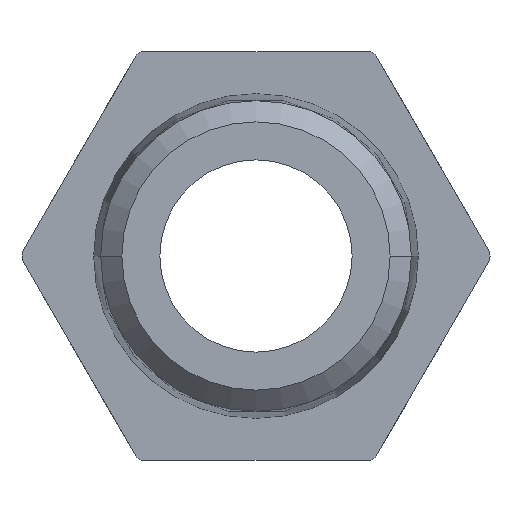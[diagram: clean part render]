
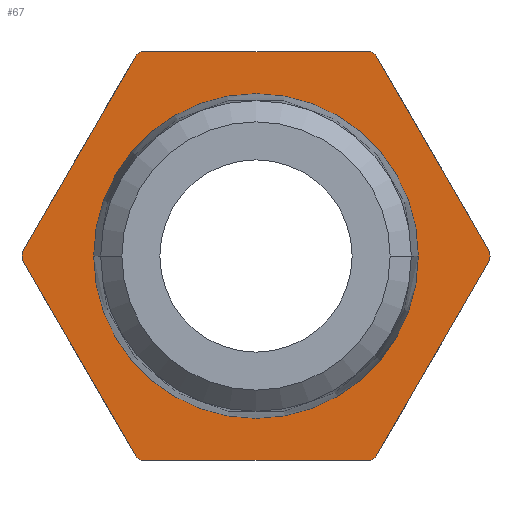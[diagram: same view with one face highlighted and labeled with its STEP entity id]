
A CAD part, front view. The second image highlights one B-rep face of the part: STEP entity #67.
In plain terms, the highlighted planar face has unit normal (0, -1, 0).
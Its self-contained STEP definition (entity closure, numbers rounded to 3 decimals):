
#67=ADVANCED_FACE('',(#138,#139),#140,.T.);
#138=FACE_OUTER_BOUND('',#236,.T.);
#139=FACE_BOUND('',#237,.T.);
#140=PLANE('',#238);
#236=EDGE_LOOP('',(#450,#451,#452,#453,#454,#455,#456,#457,#458,#459,#460,#461,#462,#463));
#237=EDGE_LOOP('',(#464,#465));
#238=AXIS2_PLACEMENT_3D('',#466,#467,#468);
#450=ORIENTED_EDGE('',*,*,#713,.T.);
#451=ORIENTED_EDGE('',*,*,#714,.T.);
#452=ORIENTED_EDGE('',*,*,#672,.T.);
#453=ORIENTED_EDGE('',*,*,#715,.T.);
#454=ORIENTED_EDGE('',*,*,#716,.T.);
#455=ORIENTED_EDGE('',*,*,#717,.T.);
#456=ORIENTED_EDGE('',*,*,#718,.T.);
#457=ORIENTED_EDGE('',*,*,#719,.T.);
#458=ORIENTED_EDGE('',*,*,#720,.T.);
#459=ORIENTED_EDGE('',*,*,#721,.T.);
#460=ORIENTED_EDGE('',*,*,#676,.T.);
#461=ORIENTED_EDGE('',*,*,#722,.T.);
#462=ORIENTED_EDGE('',*,*,#723,.T.);
#463=ORIENTED_EDGE('',*,*,#724,.T.);
#464=ORIENTED_EDGE('',*,*,#659,.T.);
#465=ORIENTED_EDGE('',*,*,#725,.T.);
#466=CARTESIAN_POINT('',(4.909,0.0,0.0));
#467=DIRECTION('',(-0.0,-1.0,-0.0));
#468=DIRECTION('',(-1.0,0.0,0.0));
#659=EDGE_CURVE('',#775,#779,#781,.T.);
#672=EDGE_CURVE('',#805,#803,#806,.T.);
#676=EDGE_CURVE('',#808,#810,#812,.T.);
#713=EDGE_CURVE('',#872,#873,#874,.T.);
#714=EDGE_CURVE('',#873,#805,#875,.T.);
#715=EDGE_CURVE('',#803,#876,#877,.T.);
#716=EDGE_CURVE('',#876,#878,#879,.T.);
#717=EDGE_CURVE('',#878,#880,#881,.T.);
#718=EDGE_CURVE('',#880,#882,#883,.T.);
#719=EDGE_CURVE('',#882,#884,#885,.T.);
#720=EDGE_CURVE('',#884,#886,#887,.T.);
#721=EDGE_CURVE('',#886,#808,#888,.T.);
#722=EDGE_CURVE('',#810,#889,#890,.T.);
#723=EDGE_CURVE('',#889,#891,#892,.T.);
#724=EDGE_CURVE('',#891,#872,#893,.T.);
#725=EDGE_CURVE('',#779,#775,#894,.T.);
#775=VERTEX_POINT('',#957);
#779=VERTEX_POINT('',#962);
#781=CIRCLE('',#965,6.754);
#803=VERTEX_POINT('',#1013);
#805=VERTEX_POINT('',#1016);
#806=CIRCLE('',#1017,9.738);
#808=VERTEX_POINT('',#1020);
#810=VERTEX_POINT('',#1023);
#812=CIRCLE('',#1026,9.738);
#872=VERTEX_POINT('',#1094);
#873=VERTEX_POINT('',#1095);
#874=CIRCLE('',#1096,9.738);
#875=LINE('',#1097,#1098);
#876=VERTEX_POINT('',#1099);
#877=CIRCLE('',#1100,9.738);
#878=VERTEX_POINT('',#1101);
#879=LINE('',#1102,#1103);
#880=VERTEX_POINT('',#1104);
#881=CIRCLE('',#1105,9.738);
#882=VERTEX_POINT('',#1106);
#883=LINE('',#1107,#1108);
#884=VERTEX_POINT('',#1109);
#885=CIRCLE('',#1110,9.738);
#886=VERTEX_POINT('',#1111);
#887=LINE('',#1112,#1113);
#888=CIRCLE('',#1114,9.738);
#889=VERTEX_POINT('',#1115);
#890=LINE('',#1116,#1117);
#891=VERTEX_POINT('',#1118);
#892=CIRCLE('',#1119,9.738);
#893=LINE('',#1120,#1121);
#894=CIRCLE('',#1122,6.754);
#957=CARTESIAN_POINT('',(6.754,0.0,0.0));
#962=CARTESIAN_POINT('',(-6.754,0.0,0.));
#965=AXIS2_PLACEMENT_3D('',#1313,#1314,#1315);
#1013=CARTESIAN_POINT('',(9.738,0.0,0.));
#1016=CARTESIAN_POINT('',(9.737,0.0,-0.136));
#1017=AXIS2_PLACEMENT_3D('',#1336,#1337,#1338);
#1020=CARTESIAN_POINT('',(-9.738,0.0,0.));
#1023=CARTESIAN_POINT('',(-9.737,0.0,-0.136));
#1026=AXIS2_PLACEMENT_3D('',#1342,#1343,#1344);
#1094=CARTESIAN_POINT('',(4.751,0.0,-8.5));
#1095=CARTESIAN_POINT('',(4.986,0.0,-8.364));
#1096=AXIS2_PLACEMENT_3D('',#1437,#1438,#1439);
#1097=CARTESIAN_POINT('',(7.975,0.0,-3.187));
#1098=VECTOR('',#1440,1.0);
#1099=CARTESIAN_POINT('',(9.737,0.0,0.136));
#1100=AXIS2_PLACEMENT_3D('',#1441,#1442,#1443);
#1101=CARTESIAN_POINT('',(4.986,0.0,8.364));
#1102=CARTESIAN_POINT('',(7.975,0.0,3.187));
#1103=VECTOR('',#1444,1.0);
#1104=CARTESIAN_POINT('',(4.751,0.0,8.5));
#1105=AXIS2_PLACEMENT_3D('',#1445,#1446,#1447);
#1106=CARTESIAN_POINT('',(-4.751,0.0,8.5));
#1107=CARTESIAN_POINT('',(2.454,0.0,8.5));
#1108=VECTOR('',#1448,1.0);
#1109=CARTESIAN_POINT('',(-4.986,0.0,8.364));
#1110=AXIS2_PLACEMENT_3D('',#1449,#1450,#1451);
#1111=CARTESIAN_POINT('',(-9.737,0.0,0.136));
#1112=CARTESIAN_POINT('',(-6.748,0.0,5.313));
#1113=VECTOR('',#1452,1.0);
#1114=AXIS2_PLACEMENT_3D('',#1453,#1454,#1455);
#1115=CARTESIAN_POINT('',(-4.986,0.0,-8.364));
#1116=CARTESIAN_POINT('',(-6.748,0.0,-5.313));
#1117=VECTOR('',#1456,1.0);
#1118=CARTESIAN_POINT('',(-4.751,0.0,-8.5));
#1119=AXIS2_PLACEMENT_3D('',#1457,#1458,#1459);
#1120=CARTESIAN_POINT('',(2.454,0.0,-8.5));
#1121=VECTOR('',#1460,1.0);
#1122=AXIS2_PLACEMENT_3D('',#1461,#1462,#1463);
#1313=CARTESIAN_POINT('',(0.0,0.0,0.0));
#1314=DIRECTION('',(-0.0,1.0,0.0));
#1315=DIRECTION('',(1.0,0.0,0.0));
#1336=CARTESIAN_POINT('',(0.0,0.0,0.0));
#1337=DIRECTION('',(0.0,-1.0,-0.0));
#1338=DIRECTION('',(1.0,0.0,0.0));
#1342=CARTESIAN_POINT('',(0.0,0.0,0.0));
#1343=DIRECTION('',(0.0,-1.0,-0.0));
#1344=DIRECTION('',(1.0,0.0,0.0));
#1437=CARTESIAN_POINT('',(0.0,0.0,0.0));
#1438=DIRECTION('',(0.0,-1.0,-0.0));
#1439=DIRECTION('',(1.0,0.0,0.0));
#1440=DIRECTION('',(0.5,0.0,0.866));
#1441=CARTESIAN_POINT('',(0.0,0.0,0.0));
#1442=DIRECTION('',(0.0,-1.0,-0.0));
#1443=DIRECTION('',(1.0,0.0,0.0));
#1444=DIRECTION('',(-0.5,0.0,0.866));
#1445=CARTESIAN_POINT('',(0.0,0.0,0.0));
#1446=DIRECTION('',(0.0,-1.0,-0.0));
#1447=DIRECTION('',(1.0,0.0,0.0));
#1448=DIRECTION('',(-1.0,0.0,0.));
#1449=CARTESIAN_POINT('',(0.0,0.0,0.0));
#1450=DIRECTION('',(0.0,-1.0,-0.0));
#1451=DIRECTION('',(1.0,0.0,0.0));
#1452=DIRECTION('',(-0.5,0.0,-0.866));
#1453=CARTESIAN_POINT('',(0.0,0.0,0.0));
#1454=DIRECTION('',(0.0,-1.0,-0.0));
#1455=DIRECTION('',(1.0,0.0,0.0));
#1456=DIRECTION('',(0.5,0.0,-0.866));
#1457=CARTESIAN_POINT('',(0.0,0.0,0.0));
#1458=DIRECTION('',(0.0,-1.0,-0.0));
#1459=DIRECTION('',(1.0,0.0,0.0));
#1460=DIRECTION('',(1.0,0.0,0.0));
#1461=CARTESIAN_POINT('',(0.0,0.0,0.0));
#1462=DIRECTION('',(-0.0,1.0,0.0));
#1463=DIRECTION('',(1.0,0.0,0.0));
